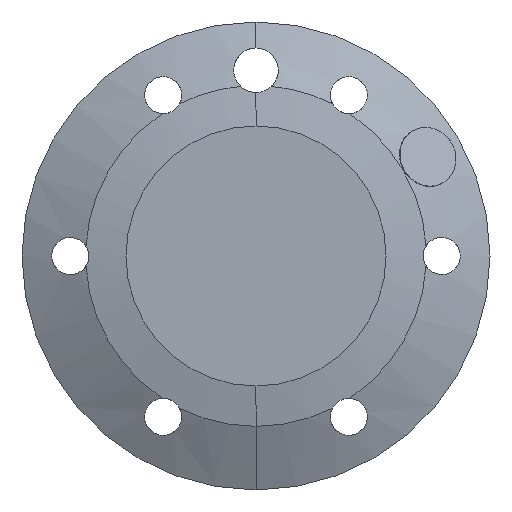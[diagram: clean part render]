
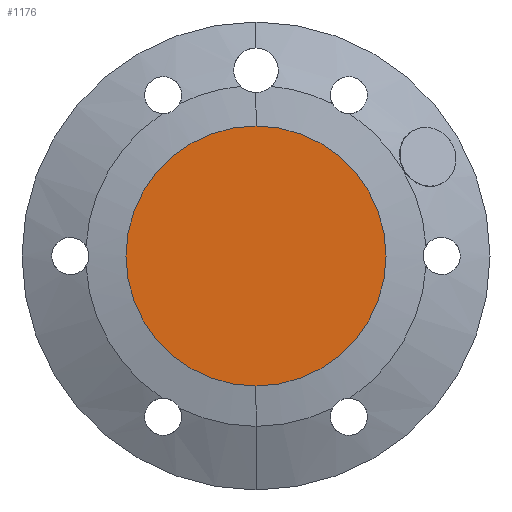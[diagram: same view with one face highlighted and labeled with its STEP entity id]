
A CAD part, left-side view. The second image highlights one B-rep face of the part: STEP entity #1176.
In plain terms, the highlighted planar face has unit normal (-1, 0, 0).
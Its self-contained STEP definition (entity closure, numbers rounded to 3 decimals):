
#11 = DIRECTION ( 'NONE',  ( 1., 0., 0. ) ) ;
#175 = DIRECTION ( 'NONE',  ( 1., 0., 0. ) ) ;
#254 = CIRCLE ( 'NONE', #1532, 17.5 ) ;
#285 = CARTESIAN_POINT ( 'NONE',  ( 996., 0., 1277.5 ) ) ;
#361 = EDGE_LOOP ( 'NONE', ( #1444, #1448 ) ) ;
#654 = DIRECTION ( 'NONE',  ( 1., 0., 0. ) ) ;
#693 = CARTESIAN_POINT ( 'NONE',  ( 996., 0., 1242.5 ) ) ;
#726 = FACE_OUTER_BOUND ( 'NONE', #361, .T. ) ;
#855 = CARTESIAN_POINT ( 'NONE',  ( 996., -25., 1285. ) ) ;
#974 = EDGE_CURVE ( 'NONE', #1116, #1082, #254, .T. ) ;
#1006 = DIRECTION ( 'NONE',  ( 0., 0., -1. ) ) ;
#1024 = CARTESIAN_POINT ( 'NONE',  ( 996., 0., 1260. ) ) ;
#1049 = AXIS2_PLACEMENT_3D ( 'NONE', #855, #11, #1006 ) ;
#1082 = VERTEX_POINT ( 'NONE', #693 ) ;
#1116 = VERTEX_POINT ( 'NONE', #285 ) ;
#1167 = DIRECTION ( 'NONE',  ( 0., 0., 1. ) ) ;
#1176 = ADVANCED_FACE ( 'NONE', ( #726 ), #1665, .F. ) ;
#1345 = EDGE_CURVE ( 'NONE', #1082, #1116, #1371, .T. ) ;
#1371 = CIRCLE ( 'NONE', #1496, 17.5 ) ;
#1444 = ORIENTED_EDGE ( 'NONE', *, *, #974, .F. ) ;
#1448 = ORIENTED_EDGE ( 'NONE', *, *, #1345, .F. ) ;
#1470 = CARTESIAN_POINT ( 'NONE',  ( 996., 0., 1260. ) ) ;
#1496 = AXIS2_PLACEMENT_3D ( 'NONE', #1024, #175, #1167 ) ;
#1532 = AXIS2_PLACEMENT_3D ( 'NONE', #1470, #654, #1607 ) ;
#1607 = DIRECTION ( 'NONE',  ( 0., 0., 1. ) ) ;
#1665 = PLANE ( 'NONE',  #1049 ) ;
